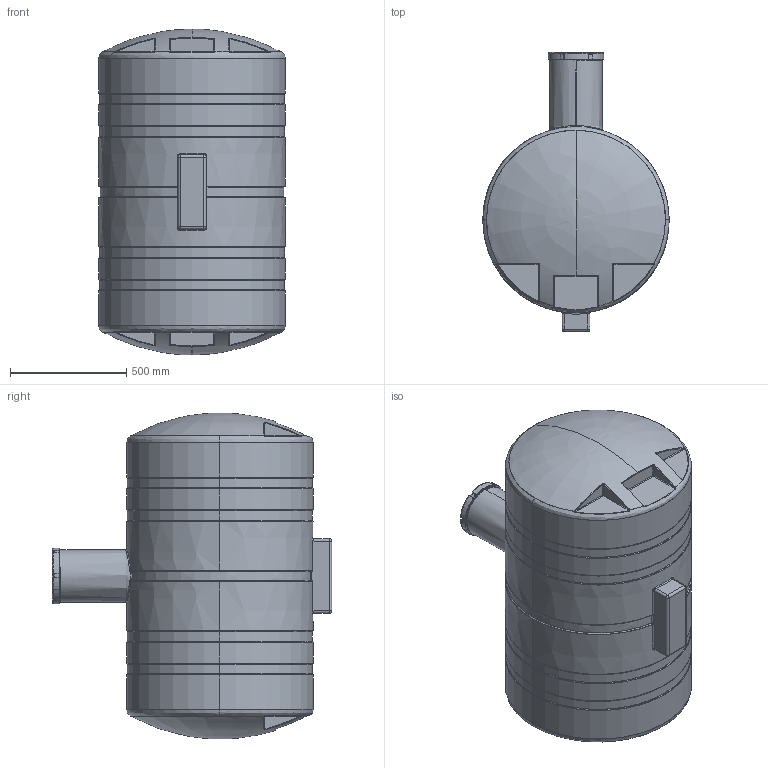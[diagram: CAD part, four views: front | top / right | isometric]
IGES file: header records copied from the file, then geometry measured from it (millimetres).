
Start section: SolidWorks IGES file using analytic representation for surfaces
Global section: file name: TANQUE_CILINDRICO_DE_600_LT.IGS; native system: SolidWorks 2011; preprocessor: SolidWorks 2011; author: Fábio José; date: 170616.131332; units: millimetre
Bounding box: 800 x 1200 x 1400 mm (x, y, z)
Surface area: 4818914.4 mm2 (no closed solid volume)
Topology: 0 solids, 0 shells, 288 faces, 3376 edges, 3373 vertices
Faces by surface type: bspline 175, revolution 113
